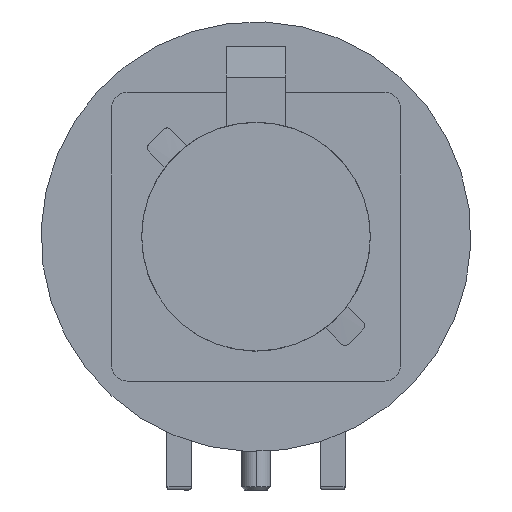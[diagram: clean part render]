
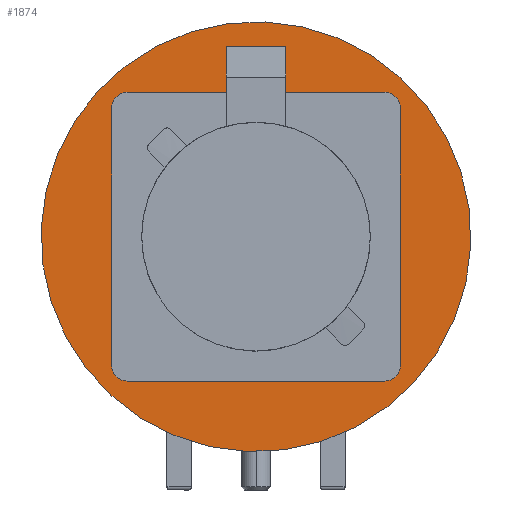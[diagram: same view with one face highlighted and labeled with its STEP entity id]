
A CAD part, left-side view. The second image highlights one B-rep face of the part: STEP entity #1874.
In plain terms, the highlighted planar face has unit normal (-1, 0, 0).
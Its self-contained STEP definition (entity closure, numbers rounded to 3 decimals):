
#16 = CIRCLE ( 'NONE', #4344, 0.5 ) ;
#69 = ORIENTED_EDGE ( 'NONE', *, *, #5528, .T. ) ;
#77 = FACE_OUTER_BOUND ( 'NONE', #998, .T. ) ;
#95 = DIRECTION ( 'NONE',  ( 0., -0.274, -0.962 ) ) ;
#142 = CIRCLE ( 'NONE', #1291, 0.5 ) ;
#183 = DIRECTION ( 'NONE',  ( 0., 0.962, -0.274 ) ) ;
#204 = CARTESIAN_POINT ( 'NONE',  ( 10.12, -2.888, 5.19 ) ) ;
#367 = EDGE_CURVE ( 'NONE', #1682, #3106, #16, .T. ) ;
#424 = LINE ( 'NONE', #2944, #4897 ) ;
#553 = CARTESIAN_POINT ( 'NONE',  ( 10.12, -5.671, -2.751 ) ) ;
#628 = CARTESIAN_POINT ( 'NONE',  ( 10.12, 6.954, 0.797 ) ) ;
#629 = DIRECTION ( 'NONE',  ( 1., 0., 0. ) ) ;
#651 = DIRECTION ( 'NONE',  ( 0., -0.274, -0.962 ) ) ;
#817 = CIRCLE ( 'NONE', #4753, 7. ) ;
#823 = ORIENTED_EDGE ( 'NONE', *, *, #2935, .T. ) ;
#826 = AXIS2_PLACEMENT_3D ( 'NONE', #2184, #915, #3961 ) ;
#853 = VERTEX_POINT ( 'NONE', #4081 ) ;
#915 = DIRECTION ( 'NONE',  ( 1., 0., 0. ) ) ;
#939 = VERTEX_POINT ( 'NONE', #1562 ) ;
#952 = CIRCLE ( 'NONE', #4508, 7. ) ;
#976 = CARTESIAN_POINT ( 'NONE',  ( 10.12, 2.746, -7.51 ) ) ;
#998 = EDGE_LOOP ( 'NONE', ( #3746, #1435 ) ) ;
#1101 = CARTESIAN_POINT ( 'NONE',  ( 10.12, 2.751, -5.671 ) ) ;
#1123 = AXIS2_PLACEMENT_3D ( 'NONE', #3966, #1355, #4396 ) ;
#1132 = EDGE_CURVE ( 'NONE', #3106, #939, #1452, .T. ) ;
#1166 = CARTESIAN_POINT ( 'NONE',  ( 10.12, 5.19, 2.888 ) ) ;
#1178 = CARTESIAN_POINT ( 'NONE',  ( 10.12, 3.369, -5.328 ) ) ;
#1198 = ORIENTED_EDGE ( 'NONE', *, *, #2822, .T. ) ;
#1251 = FACE_BOUND ( 'NONE', #1697, .T. ) ;
#1282 = DIRECTION ( 'NONE',  ( 1., 0., 0. ) ) ;
#1291 = AXIS2_PLACEMENT_3D ( 'NONE', #1166, #4203, #1608 ) ;
#1322 = VECTOR ( 'NONE', #3118, 1000. ) ;
#1338 = PLANE ( 'NONE',  #826 ) ;
#1355 = DIRECTION ( 'NONE',  ( 1., 0., 0. ) ) ;
#1432 = CARTESIAN_POINT ( 'NONE',  ( 10.12, -6.954, -0.797 ) ) ;
#1435 = ORIENTED_EDGE ( 'NONE', *, *, #5516, .F. ) ;
#1437 = CARTESIAN_POINT ( 'NONE',  ( 10.12, -5.328, -3.369 ) ) ;
#1452 = LINE ( 'NONE', #976, #1322 ) ;
#1516 = VERTEX_POINT ( 'NONE', #553 ) ;
#1562 = CARTESIAN_POINT ( 'NONE',  ( 10.12, 5.671, 2.751 ) ) ;
#1601 = CARTESIAN_POINT ( 'NONE',  ( 10.12, -6.293, -4.933 ) ) ;
#1608 = DIRECTION ( 'NONE',  ( 0., -0.274, -0.962 ) ) ;
#1682 = VERTEX_POINT ( 'NONE', #1101 ) ;
#1687 = ORIENTED_EDGE ( 'NONE', *, *, #2156, .T. ) ;
#1697 = EDGE_LOOP ( 'NONE', ( #4082, #3202, #1687, #823, #2721, #1198, #3709, #69 ) ) ;
#1874 = ADVANCED_FACE ( 'NONE', ( #1251, #77 ), #1338, .F. ) ;
#1942 = LINE ( 'NONE', #2764, #4146 ) ;
#2059 = EDGE_CURVE ( 'NONE', #853, #3415, #5044, .T. ) ;
#2156 = EDGE_CURVE ( 'NONE', #939, #2613, #142, .T. ) ;
#2184 = CARTESIAN_POINT ( 'NONE',  ( 10.12, 0.797, -6.954 ) ) ;
#2494 = DIRECTION ( 'NONE',  ( 0., -0.962, 0.274 ) ) ;
#2613 = VERTEX_POINT ( 'NONE', #3160 ) ;
#2672 = DIRECTION ( 'NONE',  ( 1., 0., 0. ) ) ;
#2721 = ORIENTED_EDGE ( 'NONE', *, *, #2059, .T. ) ;
#2763 = CARTESIAN_POINT ( 'NONE',  ( 10.12, -3.369, 5.328 ) ) ;
#2764 = CARTESIAN_POINT ( 'NONE',  ( 10.12, 1.282, -5.253 ) ) ;
#2822 = EDGE_CURVE ( 'NONE', #3415, #1516, #3114, .T. ) ;
#2935 = EDGE_CURVE ( 'NONE', #2613, #853, #424, .T. ) ;
#2944 = CARTESIAN_POINT ( 'NONE',  ( 10.12, 3.859, 3.787 ) ) ;
#3106 = VERTEX_POINT ( 'NONE', #1178 ) ;
#3114 = LINE ( 'NONE', #1601, #3536 ) ;
#3118 = DIRECTION ( 'NONE',  ( 0., 0.274, 0.962 ) ) ;
#3160 = CARTESIAN_POINT ( 'NONE',  ( 10.12, 5.328, 3.369 ) ) ;
#3202 = ORIENTED_EDGE ( 'NONE', *, *, #1132, .T. ) ;
#3211 = CARTESIAN_POINT ( 'NONE',  ( 10.12, 0., 0. ) ) ;
#3227 = DIRECTION ( 'NONE',  ( 1., 0., 0. ) ) ;
#3415 = VERTEX_POINT ( 'NONE', #2763 ) ;
#3418 = VERTEX_POINT ( 'NONE', #628 ) ;
#3536 = VECTOR ( 'NONE', #4644, 1000. ) ;
#3661 = DIRECTION ( 'NONE',  ( 0., -0.993, -0.114 ) ) ;
#3709 = ORIENTED_EDGE ( 'NONE', *, *, #4202, .T. ) ;
#3726 = AXIS2_PLACEMENT_3D ( 'NONE', #204, #3227, #651 ) ;
#3737 = VERTEX_POINT ( 'NONE', #1437 ) ;
#3746 = ORIENTED_EDGE ( 'NONE', *, *, #4554, .F. ) ;
#3884 = CARTESIAN_POINT ( 'NONE',  ( 10.12, 0., 0. ) ) ;
#3961 = DIRECTION ( 'NONE',  ( 0., -0.993, -0.114 ) ) ;
#3966 = CARTESIAN_POINT ( 'NONE',  ( 10.12, -5.19, -2.888 ) ) ;
#4081 = CARTESIAN_POINT ( 'NONE',  ( 10.12, -2.751, 5.671 ) ) ;
#4082 = ORIENTED_EDGE ( 'NONE', *, *, #367, .T. ) ;
#4146 = VECTOR ( 'NONE', #183, 1000. ) ;
#4202 = EDGE_CURVE ( 'NONE', #1516, #3737, #4779, .T. ) ;
#4203 = DIRECTION ( 'NONE',  ( 1., 0., 0. ) ) ;
#4317 = DIRECTION ( 'NONE',  ( 0., -0.993, -0.114 ) ) ;
#4344 = AXIS2_PLACEMENT_3D ( 'NONE', #5291, #2672, #95 ) ;
#4396 = DIRECTION ( 'NONE',  ( 0., -0.274, -0.962 ) ) ;
#4508 = AXIS2_PLACEMENT_3D ( 'NONE', #3884, #1282, #4317 ) ;
#4554 = EDGE_CURVE ( 'NONE', #4961, #3418, #952, .T. ) ;
#4644 = DIRECTION ( 'NONE',  ( 0., -0.274, -0.962 ) ) ;
#4753 = AXIS2_PLACEMENT_3D ( 'NONE', #3211, #629, #3661 ) ;
#4779 = CIRCLE ( 'NONE', #1123, 0.5 ) ;
#4897 = VECTOR ( 'NONE', #2494, 1000. ) ;
#4961 = VERTEX_POINT ( 'NONE', #1432 ) ;
#5044 = CIRCLE ( 'NONE', #3726, 0.5 ) ;
#5291 = CARTESIAN_POINT ( 'NONE',  ( 10.12, 2.888, -5.19 ) ) ;
#5516 = EDGE_CURVE ( 'NONE', #3418, #4961, #817, .T. ) ;
#5528 = EDGE_CURVE ( 'NONE', #3737, #1682, #1942, .T. ) ;
